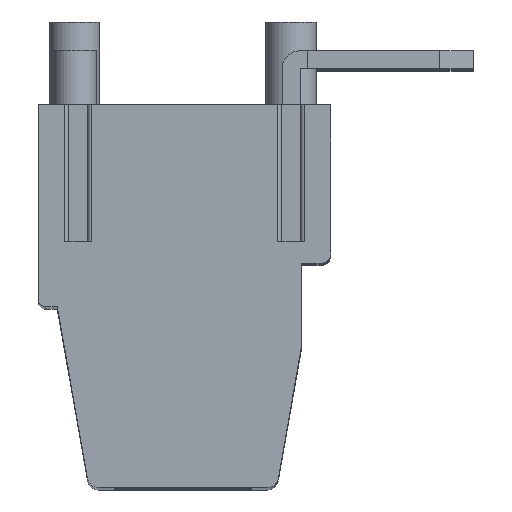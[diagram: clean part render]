
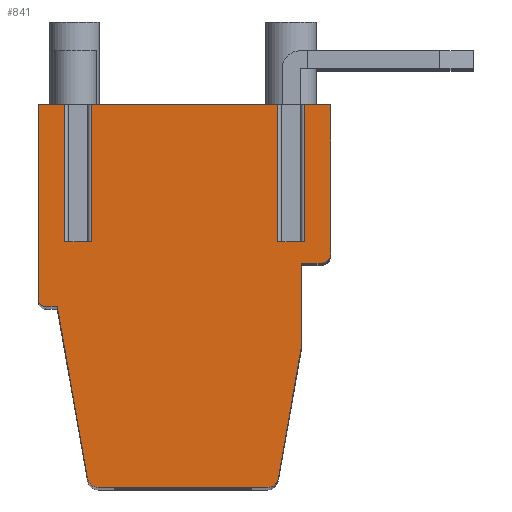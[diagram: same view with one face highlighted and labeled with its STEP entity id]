
A CAD part, top view. The second image highlights one B-rep face of the part: STEP entity #841.
In plain terms, the highlighted planar face has unit normal (0, 0, 1).
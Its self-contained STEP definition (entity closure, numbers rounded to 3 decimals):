
#841 = ADVANCED_FACE( '', ( #1925 ), #1926, .F. );
#1925 = FACE_OUTER_BOUND( '', #3257, .T. );
#1926 = PLANE( '', #3258 );
#3257 = EDGE_LOOP( '', ( #5879, #5880, #5881, #5882, #5883, #5884, #5885, #5886, #5887, #5888, #5889, #5890, #5891, #5892, #5893, #5894, #5895, #5896, #5897, #5898, #5899 ) );
#3258 = AXIS2_PLACEMENT_3D( '', #5900, #5901, #5902 );
#5879 = ORIENTED_EDGE( '', *, *, #8975, .T. );
#5880 = ORIENTED_EDGE( '', *, *, #8212, .T. );
#5881 = ORIENTED_EDGE( '', *, *, #8976, .T. );
#5882 = ORIENTED_EDGE( '', *, *, #8878, .T. );
#5883 = ORIENTED_EDGE( '', *, *, #8977, .T. );
#5884 = ORIENTED_EDGE( '', *, *, #8451, .F. );
#5885 = ORIENTED_EDGE( '', *, *, #8978, .T. );
#5886 = ORIENTED_EDGE( '', *, *, #8979, .T. );
#5887 = ORIENTED_EDGE( '', *, *, #8544, .T. );
#5888 = ORIENTED_EDGE( '', *, *, #8980, .F. );
#5889 = ORIENTED_EDGE( '', *, *, #8725, .T. );
#5890 = ORIENTED_EDGE( '', *, *, #8981, .T. );
#5891 = ORIENTED_EDGE( '', *, *, #8982, .T. );
#5892 = ORIENTED_EDGE( '', *, *, #8856, .T. );
#5893 = ORIENTED_EDGE( '', *, *, #8983, .T. );
#5894 = ORIENTED_EDGE( '', *, *, #8004, .F. );
#5895 = ORIENTED_EDGE( '', *, *, #8622, .F. );
#5896 = ORIENTED_EDGE( '', *, *, #8984, .T. );
#5897 = ORIENTED_EDGE( '', *, *, #8961, .T. );
#5898 = ORIENTED_EDGE( '', *, *, #8440, .T. );
#5899 = ORIENTED_EDGE( '', *, *, #8985, .T. );
#5900 = CARTESIAN_POINT( '', ( -92.048, 1.043, -17.5 ) );
#5901 = DIRECTION( '', ( 0., 0., -1. ) );
#5902 = DIRECTION( '', ( 0., -1., 0. ) );
#8004 = EDGE_CURVE( '', #9627, #9629, #9630, .T. );
#8212 = EDGE_CURVE( '', #10000, #10004, #10006, .T. );
#8440 = EDGE_CURVE( '', #10388, #10386, #10389, .T. );
#8451 = EDGE_CURVE( '', #10406, #10402, #10408, .T. );
#8544 = EDGE_CURVE( '', #10559, #10563, #10565, .T. );
#8622 = EDGE_CURVE( '', #10684, #9627, #10686, .T. );
#8725 = EDGE_CURVE( '', #10829, #10834, #10836, .T. );
#8856 = EDGE_CURVE( '', #10991, #11032, #11034, .T. );
#8878 = EDGE_CURVE( '', #11063, #11060, #11064, .F. );
#8961 = EDGE_CURVE( '', #11181, #10388, #11184, .T. );
#8975 = EDGE_CURVE( '', #11205, #10000, #11206, .T. );
#8976 = EDGE_CURVE( '', #10004, #11063, #11207, .T. );
#8977 = EDGE_CURVE( '', #11060, #10402, #11208, .T. );
#8978 = EDGE_CURVE( '', #10406, #11209, #11210, .T. );
#8979 = EDGE_CURVE( '', #11209, #10559, #11211, .T. );
#8980 = EDGE_CURVE( '', #10829, #10563, #11212, .T. );
#8981 = EDGE_CURVE( '', #10834, #11213, #11214, .T. );
#8982 = EDGE_CURVE( '', #11213, #10991, #11215, .T. );
#8983 = EDGE_CURVE( '', #11032, #9629, #11216, .T. );
#8984 = EDGE_CURVE( '', #10684, #11181, #11217, .T. );
#8985 = EDGE_CURVE( '', #10386, #11205, #11218, .F. );
#9627 = VERTEX_POINT( '', #12008 );
#9629 = VERTEX_POINT( '', #12011 );
#9630 = CIRCLE( '', #12012, 0.298 );
#10000 = VERTEX_POINT( '', #12553 );
#10004 = VERTEX_POINT( '', #12558 );
#10006 = LINE( '', #12560, #12561 );
#10386 = VERTEX_POINT( '', #13112 );
#10388 = VERTEX_POINT( '', #13114 );
#10389 = LINE( '', #13115, #13116 );
#10402 = VERTEX_POINT( '', #13133 );
#10406 = VERTEX_POINT( '', #13139 );
#10408 = LINE( '', #13142, #13143 );
#10559 = VERTEX_POINT( '', #13379 );
#10563 = VERTEX_POINT( '', #13385 );
#10565 = LINE( '', #13388, #13389 );
#10684 = VERTEX_POINT( '', #13566 );
#10686 = LINE( '', #13569, #13570 );
#10829 = VERTEX_POINT( '', #13794 );
#10834 = VERTEX_POINT( '', #13801 );
#10836 = LINE( '', #13804, #13805 );
#10991 = VERTEX_POINT( '', #14030 );
#11032 = VERTEX_POINT( '', #14094 );
#11034 = LINE( '', #14097, #14098 );
#11060 = VERTEX_POINT( '', #14137 );
#11063 = VERTEX_POINT( '', #14140 );
#11064 = LINE( '', #14141, #14142 );
#11181 = VERTEX_POINT( '', #14313 );
#11184 = LINE( '', #14317, #14318 );
#11205 = VERTEX_POINT( '', #14346 );
#11206 = LINE( '', #14347, #14348 );
#11207 = LINE( '', #14349, #14350 );
#11208 = LINE( '', #14351, #14352 );
#11209 = VERTEX_POINT( '', #14353 );
#11210 = CIRCLE( '', #14354, 0.198 );
#11211 = LINE( '', #14355, #14356 );
#11212 = CIRCLE( '', #14357, 0.298 );
#11213 = VERTEX_POINT( '', #14358 );
#11214 = CIRCLE( '', #14359, 0.298 );
#11215 = LINE( '', #14360, #14361 );
#11216 = LINE( '', #14362, #14363 );
#11217 = LINE( '', #14364, #14365 );
#11218 = LINE( '', #14366, #14367 );
#12008 = CARTESIAN_POINT( '', ( -87.95, -3.055, -17.5 ) );
#12011 = CARTESIAN_POINT( '', ( -88.248, -3.353, -17.5 ) );
#12012 = AXIS2_PLACEMENT_3D( '', #15265, #15266, #15267 );
#12553 = CARTESIAN_POINT( '', ( -94.58, 1.043, -17.5 ) );
#12558 = CARTESIAN_POINT( '', ( -94.58, -2.757, -17.5 ) );
#12560 = CARTESIAN_POINT( '', ( -94.58, 1.043, -17.5 ) );
#12561 = VECTOR( '', #15468, 1000. );
#13112 = CARTESIAN_POINT( '', ( -89.42, -2.757, -17.5 ) );
#13114 = CARTESIAN_POINT( '', ( -88.68, -2.757, -17.5 ) );
#13115 = CARTESIAN_POINT( '', ( -88.73, -2.757, -17.5 ) );
#13116 = VECTOR( '', #15688, 1000. );
#13133 = CARTESIAN_POINT( '', ( -96.046, 1.043, -17.5 ) );
#13139 = CARTESIAN_POINT( '', ( -96.046, -4.355, -17.5 ) );
#13142 = CARTESIAN_POINT( '', ( -96.046, -4.355, -17.5 ) );
#13143 = VECTOR( '', #15699, 1000. );
#13379 = CARTESIAN_POINT( '', ( -95.527, -4.553, -17.5 ) );
#13385 = CARTESIAN_POINT( '', ( -94.695, -9.275, -17.5 ) );
#13388 = CARTESIAN_POINT( '', ( -95.527, -4.553, -17.5 ) );
#13389 = VECTOR( '', #15781, 1000. );
#13566 = CARTESIAN_POINT( '', ( -87.95, 1.043, -17.5 ) );
#13569 = CARTESIAN_POINT( '', ( -87.95, 1.043, -17.5 ) );
#13570 = VECTOR( '', #15850, 1000. );
#13794 = CARTESIAN_POINT( '', ( -94.398, -9.558, -17.5 ) );
#13801 = CARTESIAN_POINT( '', ( -89.698, -9.558, -17.5 ) );
#13804 = CARTESIAN_POINT( '', ( -94.398, -9.558, -17.5 ) );
#13805 = VECTOR( '', #15935, 1000. );
#14030 = CARTESIAN_POINT( '', ( -88.764, -5.661, -17.5 ) );
#14094 = CARTESIAN_POINT( '', ( -88.764, -3.353, -17.5 ) );
#14097 = CARTESIAN_POINT( '', ( -88.764, -5.661, -17.5 ) );
#14098 = VECTOR( '', #16062, 1000. );
#14137 = CARTESIAN_POINT( '', ( -95.32, 1.043, -17.5 ) );
#14140 = CARTESIAN_POINT( '', ( -95.32, -2.757, -17.5 ) );
#14141 = CARTESIAN_POINT( '', ( -95.32, 1.043, -17.5 ) );
#14142 = VECTOR( '', #16079, 1000. );
#14313 = CARTESIAN_POINT( '', ( -88.68, 1.043, -17.5 ) );
#14317 = CARTESIAN_POINT( '', ( -88.68, 1.043, -17.5 ) );
#14318 = VECTOR( '', #16158, 1000. );
#14346 = CARTESIAN_POINT( '', ( -89.42, 1.043, -17.5 ) );
#14347 = CARTESIAN_POINT( '', ( -92.048, 1.043, -17.5 ) );
#14348 = VECTOR( '', #16175, 1000. );
#14349 = CARTESIAN_POINT( '', ( -94.63, -2.757, -17.5 ) );
#14350 = VECTOR( '', #16176, 1000. );
#14351 = CARTESIAN_POINT( '', ( -92.048, 1.043, -17.5 ) );
#14352 = VECTOR( '', #16177, 1000. );
#14353 = CARTESIAN_POINT( '', ( -95.848, -4.553, -17.5 ) );
#14354 = AXIS2_PLACEMENT_3D( '', #16178, #16179, #16180 );
#14355 = CARTESIAN_POINT( '', ( -95.848, -4.553, -17.5 ) );
#14356 = VECTOR( '', #16181, 1000. );
#14357 = AXIS2_PLACEMENT_3D( '', #16182, #16183, #16184 );
#14358 = CARTESIAN_POINT( '', ( -89.401, -9.275, -17.5 ) );
#14359 = AXIS2_PLACEMENT_3D( '', #16185, #16186, #16187 );
#14360 = CARTESIAN_POINT( '', ( -89.405, -9.298, -17.5 ) );
#14361 = VECTOR( '', #16188, 1000. );
#14362 = CARTESIAN_POINT( '', ( -88.764, -3.353, -17.5 ) );
#14363 = VECTOR( '', #16189, 1000. );
#14364 = CARTESIAN_POINT( '', ( -92.048, 1.043, -17.5 ) );
#14365 = VECTOR( '', #16190, 1000. );
#14366 = CARTESIAN_POINT( '', ( -89.42, 1.043, -17.5 ) );
#14367 = VECTOR( '', #16191, 1000. );
#15265 = CARTESIAN_POINT( '', ( -88.248, -3.055, -17.5 ) );
#15266 = DIRECTION( '', ( 0., 0., -1. ) );
#15267 = DIRECTION( '', ( 1., 0., 0. ) );
#15468 = DIRECTION( '', ( 0., -1., 0. ) );
#15688 = DIRECTION( '', ( -1., 0., 0. ) );
#15699 = DIRECTION( '', ( 0., 1., 0. ) );
#15781 = DIRECTION( '', ( 0.174, -0.985, 0. ) );
#15850 = DIRECTION( '', ( 0., -1., 0. ) );
#15935 = DIRECTION( '', ( 1., 0., 0. ) );
#16062 = DIRECTION( '', ( 0., 1., 0. ) );
#16079 = DIRECTION( '', ( 0., -1., 0. ) );
#16158 = DIRECTION( '', ( 0., -1., 0. ) );
#16175 = DIRECTION( '', ( -1., 0., 0. ) );
#16176 = DIRECTION( '', ( -1., 0., 0. ) );
#16177 = DIRECTION( '', ( -1., 0., 0. ) );
#16178 = CARTESIAN_POINT( '', ( -95.848, -4.355, -17.5 ) );
#16179 = DIRECTION( '', ( 0., 0., 1. ) );
#16180 = DIRECTION( '', ( -1., 0., 0. ) );
#16181 = DIRECTION( '', ( 1., 0., 0. ) );
#16182 = CARTESIAN_POINT( '', ( -94.398, -9.26, -17.5 ) );
#16183 = DIRECTION( '', ( 0., 0., -1. ) );
#16184 = DIRECTION( '', ( 0., -1., 0. ) );
#16185 = CARTESIAN_POINT( '', ( -89.698, -9.26, -17.5 ) );
#16186 = DIRECTION( '', ( 0., 0., 1. ) );
#16187 = DIRECTION( '', ( 0., -1., 0. ) );
#16188 = DIRECTION( '', ( 0.174, 0.985, 0. ) );
#16189 = DIRECTION( '', ( 1., 0., 0. ) );
#16190 = DIRECTION( '', ( -1., 0., 0. ) );
#16191 = DIRECTION( '', ( 0., -1., 0. ) );
